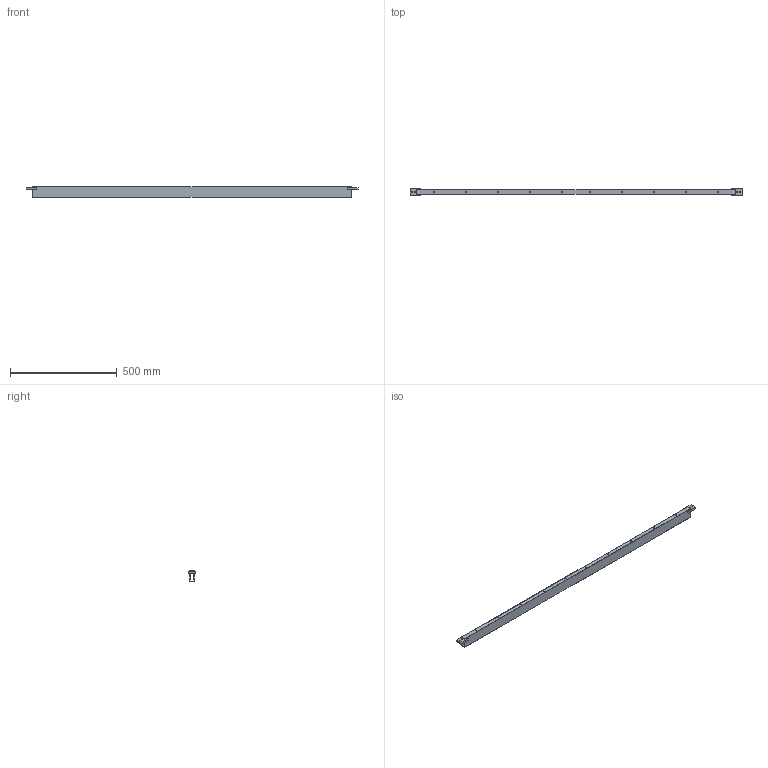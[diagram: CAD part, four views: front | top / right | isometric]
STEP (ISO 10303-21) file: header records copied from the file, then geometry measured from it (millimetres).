
FILE_DESCRIPTION(('STEP AP214'),'1');
FILE_NAME('3033109 EBB Traversenset schwarz.stp','2025-08-04T11:55:54',(' '),(' '),'Spatial InterOp 3D',' ',' ');
FILE_SCHEMA(('AUTOMOTIVE_DESIGN { 1 0 10303 214 1 1 1 1 }'));
Length unit declared in the file: millimetre
Products named in the file (1): Traversenrohr 1495
Bounding box: 1556 x 30 x 50 mm (x, y, z)
Volume: 319983.6 mm3; surface area: 409384.7 mm2
Topology: 1 solids, 1 shells, 66 faces, 210 edges, 138 vertices
Faces by surface type: plane 38, cylinder 24, cone 4
Full cylindrical faces by diameter (mm): 5 x20, 6.5 x4
Entity records: 2698 total; most frequent: CARTESIAN_POINT 361, DIRECTION 350, ORIENTED_EDGE 332, EDGE_CURVE 166, EDGE_LOOP 140, VERTEX_POINT 122, AXIS2_PLACEMENT_3D 119, LINE 112
